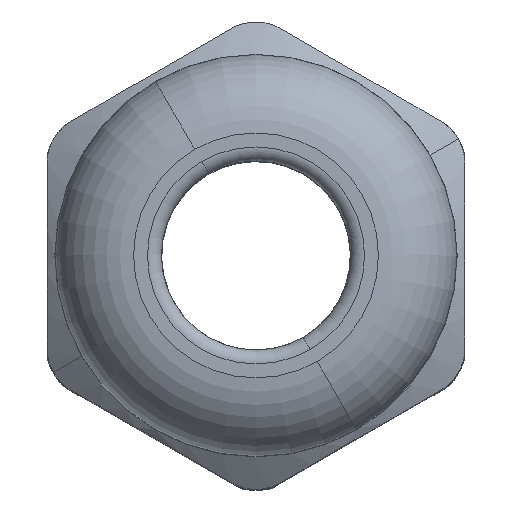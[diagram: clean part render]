
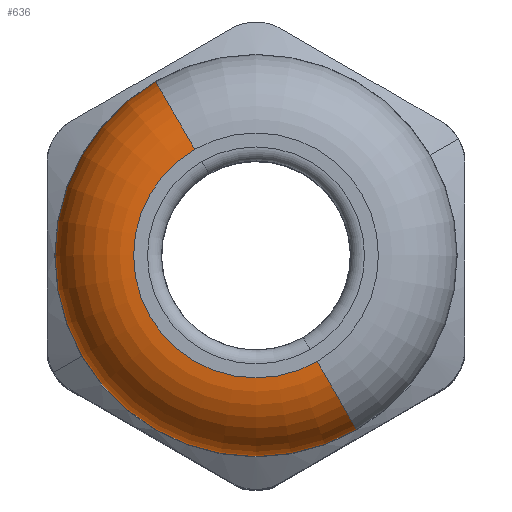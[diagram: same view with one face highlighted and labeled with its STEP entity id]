
A CAD part, top view. The second image highlights one B-rep face of the part: STEP entity #636.
In plain terms, the highlighted toroidal (fillet/blend) face has major radius 4.278 mm and minor radius 2.932 mm.
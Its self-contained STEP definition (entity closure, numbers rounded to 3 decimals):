
#558=AXIS2_PLACEMENT_3D('Circle Axis2P3D',#556,#557,$) ;
#581=AXIS2_PLACEMENT_3D('Circle Axis2P3D',#579,#580,$) ;
#610=AXIS2_PLACEMENT_3D('Torus Axis2P3D',#607,#608,#609) ;
#614=AXIS2_PLACEMENT_3D('Circle Axis2P3D',#612,#613,$) ;
#621=AXIS2_PLACEMENT_3D('Circle Axis2P3D',#619,#620,$) ;
#626=AXIS2_PLACEMENT_3D('Circle Axis2P3D',#624,#625,$) ;
#556=CARTESIAN_POINT('Axis2P3D Location',(5.361,12.094,27.07)) ;
#560=CARTESIAN_POINT('Vertex',(5.303,12.196,30.)) ;
#562=CARTESIAN_POINT('Vertex',(3.895,14.634,27.07)) ;
#576=CARTESIAN_POINT('Vertex',(9.698,4.583,30.)) ;
#579=CARTESIAN_POINT('Axis2P3D Location',(9.639,4.685,27.07)) ;
#583=CARTESIAN_POINT('Vertex',(11.105,2.145,27.07)) ;
#607=CARTESIAN_POINT('Axis2P3D Location',(7.5,8.39,27.07)) ;
#612=CARTESIAN_POINT('Axis2P3D Location',(7.5,8.39,27.07)) ;
#616=CARTESIAN_POINT('Vertex',(1.256,4.785,27.07)) ;
#619=CARTESIAN_POINT('Axis2P3D Location',(7.5,8.39,27.07)) ;
#624=CARTESIAN_POINT('Axis2P3D Location',(7.5,8.39,30.)) ;
#557=DIRECTION('Axis2P3D Direction',(-0.866,-0.5,-0.)) ;
#580=DIRECTION('Axis2P3D Direction',(0.866,0.5,0.)) ;
#608=DIRECTION('Axis2P3D Direction',(0.,0.,-1.)) ;
#609=DIRECTION('Axis2P3D XDirection',(0.5,-0.866,0.)) ;
#613=DIRECTION('Axis2P3D Direction',(0.,0.,-1.)) ;
#620=DIRECTION('Axis2P3D Direction',(0.,0.,-1.)) ;
#625=DIRECTION('Axis2P3D Direction',(0.,0.,-1.)) ;
#630=ORIENTED_EDGE('',*,*,#564,.T.) ;
#631=ORIENTED_EDGE('',*,*,#618,.F.) ;
#632=ORIENTED_EDGE('',*,*,#623,.F.) ;
#633=ORIENTED_EDGE('',*,*,#585,.T.) ;
#634=ORIENTED_EDGE('',*,*,#628,.T.) ;
#636=ADVANCED_FACE('VG_7_OT\\Hauptk\X2\00F6\X0\rper',(#635),#611,.T.) ;
#559=CIRCLE('generated circle',#558,2.932) ;
#582=CIRCLE('generated circle',#581,2.932) ;
#615=CIRCLE('generated circle',#614,7.21) ;
#622=CIRCLE('generated circle',#621,7.21) ;
#627=CIRCLE('generated circle',#626,4.395) ;
#611=TOROIDAL_SURFACE('homeo Torus',#610,4.278,2.932) ;
#564=EDGE_CURVE('',#561,#563,#559,.T.) ;
#585=EDGE_CURVE('',#584,#577,#582,.F.) ;
#618=EDGE_CURVE('',#617,#563,#615,.T.) ;
#623=EDGE_CURVE('',#584,#617,#622,.T.) ;
#628=EDGE_CURVE('',#577,#561,#627,.T.) ;
#629=EDGE_LOOP('',(#630,#631,#632,#633,#634)) ;
#635=FACE_OUTER_BOUND('',#629,.T.) ;
#561=VERTEX_POINT('',#560) ;
#563=VERTEX_POINT('',#562) ;
#577=VERTEX_POINT('',#576) ;
#584=VERTEX_POINT('',#583) ;
#617=VERTEX_POINT('',#616) ;
